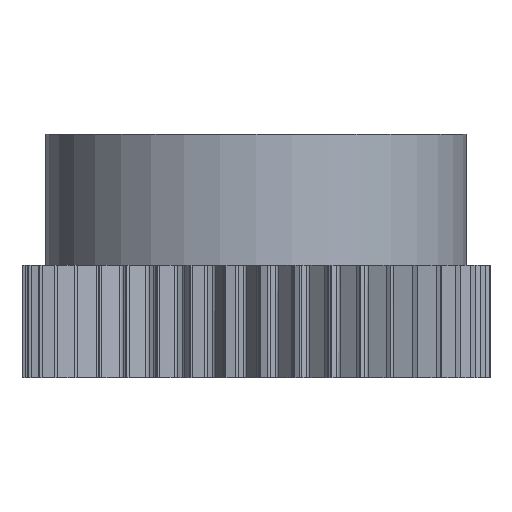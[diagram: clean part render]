
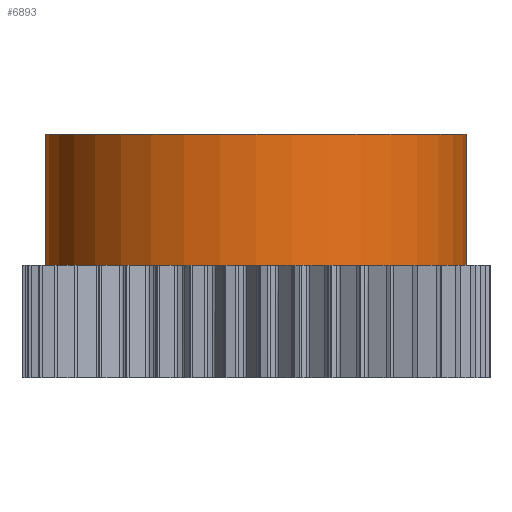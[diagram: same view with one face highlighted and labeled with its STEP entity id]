
A CAD part, front view. The second image highlights one B-rep face of the part: STEP entity #6893.
In plain terms, the highlighted cylindrical face has radius 11.2 mm (diameter 22.4 mm), a full revolution.
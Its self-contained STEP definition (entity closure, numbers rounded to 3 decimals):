
#670=FACE_OUTER_BOUND('',#1025,.T.);
#1025=EDGE_LOOP('',(#6482,#6483,#6484,#6485));
#1120=CIRCLE('',#7178,11.2);
#1123=CIRCLE('',#7183,11.2);
#2072=LINE('',#14283,#2667);
#2667=VECTOR('',#8330,11.2);
#3360=VERTEX_POINT('',#14272);
#3363=VERTEX_POINT('',#14281);
#4401=EDGE_CURVE('',#3360,#3360,#1120,.T.);
#4405=EDGE_CURVE('',#3363,#3363,#1123,.T.);
#4406=EDGE_CURVE('',#3363,#3360,#2072,.T.);
#6482=ORIENTED_EDGE('',*,*,#4405,.F.);
#6483=ORIENTED_EDGE('',*,*,#4406,.T.);
#6484=ORIENTED_EDGE('',*,*,#4401,.F.);
#6485=ORIENTED_EDGE('',*,*,#4406,.F.);
#6543=CYLINDRICAL_SURFACE('',#7182,11.2);
#6893=ADVANCED_FACE('',(#670),#6543,.T.);
#7178=AXIS2_PLACEMENT_3D('',#14273,#8317,#8318);
#7182=AXIS2_PLACEMENT_3D('',#14280,#8326,#8327);
#7183=AXIS2_PLACEMENT_3D('',#14282,#8328,#8329);
#8317=DIRECTION('center_axis',(0.,0.,-1.));
#8318=DIRECTION('ref_axis',(1.,0.,0.));
#8326=DIRECTION('center_axis',(0.,0.,1.));
#8327=DIRECTION('ref_axis',(1.,0.,0.));
#8328=DIRECTION('center_axis',(0.,0.,1.));
#8329=DIRECTION('ref_axis',(1.,0.,0.));
#8330=DIRECTION('',(0.,0.,-1.));
#14272=CARTESIAN_POINT('',(-11.2,0.,3.));
#14273=CARTESIAN_POINT('Origin',(0.,0.,3.));
#14280=CARTESIAN_POINT('Origin',(0.,0.,3.));
#14281=CARTESIAN_POINT('',(-11.2,0.,10.));
#14282=CARTESIAN_POINT('Origin',(0.,0.,10.));
#14283=CARTESIAN_POINT('',(-11.2,0.,3.));
